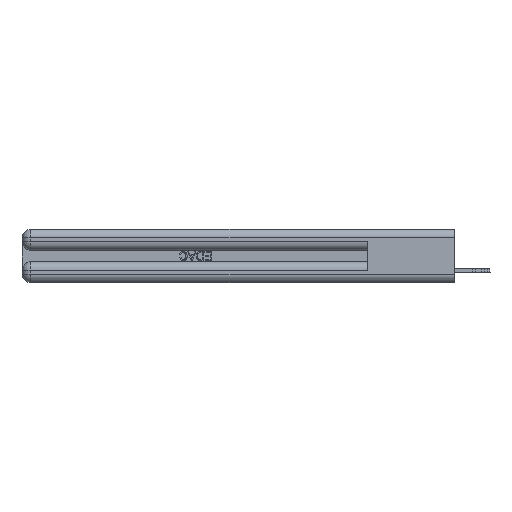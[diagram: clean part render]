
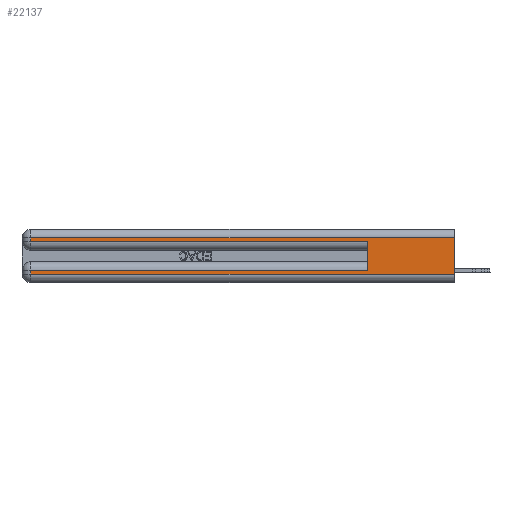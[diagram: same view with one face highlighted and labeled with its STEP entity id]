
A CAD part, left-side view. The second image highlights one B-rep face of the part: STEP entity #22137.
In plain terms, the highlighted planar face has unit normal (-1, 0, 0).
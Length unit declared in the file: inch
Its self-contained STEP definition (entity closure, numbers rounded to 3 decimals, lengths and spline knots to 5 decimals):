
#507 = EDGE_CURVE ( 'NONE', #48420, #8550, #51828, .T. ) ;
#653 = EDGE_CURVE ( 'NONE', #14207, #9324, #24561, .T. ) ;
#1000 = VECTOR ( 'NONE', #39932, 39.37008 ) ;
#1926 = CARTESIAN_POINT ( 'NONE',  ( 0., 2.94, 0.06 ) ) ;
#3989 = CARTESIAN_POINT ( 'NONE',  ( 0., 0., 0.06 ) ) ;
#5262 = CARTESIAN_POINT ( 'NONE',  ( 0., 0., 0.085 ) ) ;
#6831 = ORIENTED_EDGE ( 'NONE', *, *, #23647, .T. ) ;
#7078 = EDGE_CURVE ( 'NONE', #9324, #21335, #23755, .T. ) ;
#7153 = PLANE ( 'NONE',  #17010 ) ;
#7770 = ORIENTED_EDGE ( 'NONE', *, *, #52788, .T. ) ;
#8550 = VERTEX_POINT ( 'NONE', #32754 ) ;
#8943 = LINE ( 'NONE', #39401, #17522 ) ;
#9324 = VERTEX_POINT ( 'NONE', #1926 ) ;
#10110 = CARTESIAN_POINT ( 'NONE',  ( 0., 0.6, 0.145 ) ) ;
#10687 = ORIENTED_EDGE ( 'NONE', *, *, #39758, .T. ) ;
#11503 = CARTESIAN_POINT ( 'NONE',  ( 0., 2.94, 0.285 ) ) ;
#13456 = CARTESIAN_POINT ( 'NONE',  ( 0., 0.6, 0.085 ) ) ;
#13852 = DIRECTION ( 'NONE',  ( 0., 0., -1. ) ) ;
#14207 = VERTEX_POINT ( 'NONE', #43761 ) ;
#14247 = LINE ( 'NONE', #19668, #50390 ) ;
#14855 = CARTESIAN_POINT ( 'NONE',  ( 0., 2.94, 0.37 ) ) ;
#15601 = EDGE_LOOP ( 'NONE', ( #38205, #52889, #10687, #7770, #17018, #6831, #38605, #51709 ) ) ;
#16506 = VECTOR ( 'NONE', #33447, 39.37008 ) ;
#17010 = AXIS2_PLACEMENT_3D ( 'NONE', #41252, #27941, #32461 ) ;
#17018 = ORIENTED_EDGE ( 'NONE', *, *, #22874, .F. ) ;
#17522 = VECTOR ( 'NONE', #13852, 39.37008 ) ;
#19337 = EDGE_CURVE ( 'NONE', #48420, #21335, #8943, .T. ) ;
#19462 = DIRECTION ( 'NONE',  ( 0., 0., -1. ) ) ;
#19668 = CARTESIAN_POINT ( 'NONE',  ( 0., 2.94, 0.37 ) ) ;
#21335 = VERTEX_POINT ( 'NONE', #3989 ) ;
#21412 = VERTEX_POINT ( 'NONE', #11503 ) ;
#21680 = CARTESIAN_POINT ( 'NONE',  ( 0., 0., 0.31 ) ) ;
#21926 = LINE ( 'NONE', #40781, #24685 ) ;
#22137 = ADVANCED_FACE ( 'NONE', ( #51325 ), #7153, .F. ) ;
#22331 = VECTOR ( 'NONE', #26816, 39.37008 ) ;
#22874 = EDGE_CURVE ( 'NONE', #30972, #28424, #34514, .T. ) ;
#23190 = DIRECTION ( 'NONE',  ( 0., -1., 0. ) ) ;
#23647 = EDGE_CURVE ( 'NONE', #30972, #14207, #33832, .T. ) ;
#23755 = LINE ( 'NONE', #33078, #16506 ) ;
#24561 = LINE ( 'NONE', #14855, #44479 ) ;
#24685 = VECTOR ( 'NONE', #23190, 39.37008 ) ;
#24989 = CARTESIAN_POINT ( 'NONE',  ( 0., 0., 0.31 ) ) ;
#26816 = DIRECTION ( 'NONE',  ( 0., 1., 0. ) ) ;
#27112 = VECTOR ( 'NONE', #54679, 39.37008 ) ;
#27941 = DIRECTION ( 'NONE',  ( 1., 0., 0. ) ) ;
#28424 = VERTEX_POINT ( 'NONE', #41109 ) ;
#30972 = VERTEX_POINT ( 'NONE', #13456 ) ;
#32461 = DIRECTION ( 'NONE',  ( 0., 0., -1. ) ) ;
#32754 = CARTESIAN_POINT ( 'NONE',  ( 0., 2.94, 0.31 ) ) ;
#33078 = CARTESIAN_POINT ( 'NONE',  ( 0., 0., 0.06 ) ) ;
#33447 = DIRECTION ( 'NONE',  ( 0., -1., 0. ) ) ;
#33832 = LINE ( 'NONE', #5262, #22331 ) ;
#34514 = LINE ( 'NONE', #10110, #1000 ) ;
#38205 = ORIENTED_EDGE ( 'NONE', *, *, #19337, .F. ) ;
#38605 = ORIENTED_EDGE ( 'NONE', *, *, #653, .T. ) ;
#39401 = CARTESIAN_POINT ( 'NONE',  ( 0., 0., 0.37 ) ) ;
#39758 = EDGE_CURVE ( 'NONE', #8550, #21412, #14247, .T. ) ;
#39932 = DIRECTION ( 'NONE',  ( 0., 0., 1. ) ) ;
#40781 = CARTESIAN_POINT ( 'NONE',  ( 0., 0., 0.285 ) ) ;
#41109 = CARTESIAN_POINT ( 'NONE',  ( 0., 0.6, 0.285 ) ) ;
#41252 = CARTESIAN_POINT ( 'NONE',  ( 0., 0., 0.37 ) ) ;
#43761 = CARTESIAN_POINT ( 'NONE',  ( 0., 2.94, 0.085 ) ) ;
#44479 = VECTOR ( 'NONE', #53481, 39.37008 ) ;
#48420 = VERTEX_POINT ( 'NONE', #21680 ) ;
#50390 = VECTOR ( 'NONE', #19462, 39.37008 ) ;
#51325 = FACE_OUTER_BOUND ( 'NONE', #15601, .T. ) ;
#51709 = ORIENTED_EDGE ( 'NONE', *, *, #7078, .T. ) ;
#51828 = LINE ( 'NONE', #24989, #27112 ) ;
#52788 = EDGE_CURVE ( 'NONE', #21412, #28424, #21926, .T. ) ;
#52889 = ORIENTED_EDGE ( 'NONE', *, *, #507, .T. ) ;
#53481 = DIRECTION ( 'NONE',  ( 0., 0., -1. ) ) ;
#54679 = DIRECTION ( 'NONE',  ( 0., 1., 0. ) ) ;
